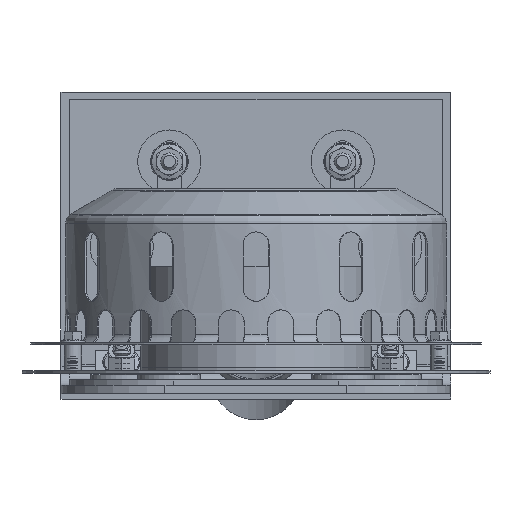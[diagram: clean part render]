
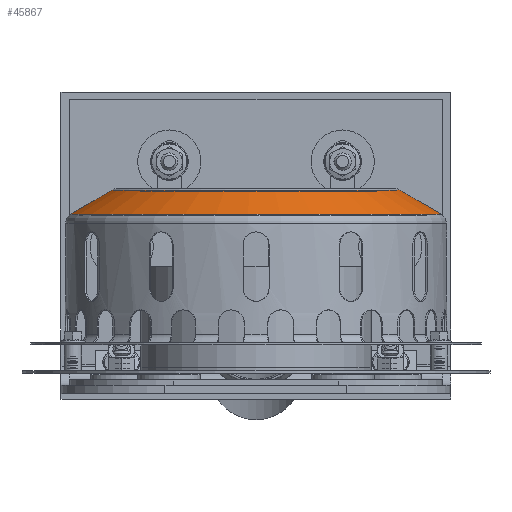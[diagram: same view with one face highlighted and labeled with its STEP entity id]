
A CAD part, left-side view. The second image highlights one B-rep face of the part: STEP entity #45867.
In plain terms, the highlighted conical face has half-angle 59.744 degrees and reference radius 950.191 mm.
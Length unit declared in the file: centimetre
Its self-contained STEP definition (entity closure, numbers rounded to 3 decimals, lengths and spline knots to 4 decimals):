
#279=CONICAL_SURFACE('',#48977,95.0191,1.043);
#2173=CIRCLE('',#48973,83.0464);
#2176=CIRCLE('',#48976,83.0464);
#2177=CIRCLE('',#48978,106.9918);
#2178=CIRCLE('',#48979,106.9918);
#4835=FACE_OUTER_BOUND('',#7281,.T.);
#7281=EDGE_LOOP('',(#35859,#35860,#35861,#35862,#35863,#35864));
#10446=LINE('',#73384,#15717);
#15717=VECTOR('',#54612,95.0191);
#21959=VERTEX_POINT('',#73372);
#21960=VERTEX_POINT('',#73373);
#21962=VERTEX_POINT('',#73380);
#21963=VERTEX_POINT('',#73381);
#27130=EDGE_CURVE('',#21959,#21960,#2173,.T.);
#27133=EDGE_CURVE('',#21960,#21959,#2176,.T.);
#27134=EDGE_CURVE('',#21962,#21963,#2177,.T.);
#27135=EDGE_CURVE('',#21963,#21962,#2178,.T.);
#27136=EDGE_CURVE('',#21963,#21960,#10446,.T.);
#35859=ORIENTED_EDGE('',*,*,#27134,.F.);
#35860=ORIENTED_EDGE('',*,*,#27135,.F.);
#35861=ORIENTED_EDGE('',*,*,#27136,.T.);
#35862=ORIENTED_EDGE('',*,*,#27133,.T.);
#35863=ORIENTED_EDGE('',*,*,#27130,.T.);
#35864=ORIENTED_EDGE('',*,*,#27136,.F.);
#45867=ADVANCED_FACE('',(#4835),#279,.T.);
#48973=AXIS2_PLACEMENT_3D('',#73374,#54598,#54599);
#48976=AXIS2_PLACEMENT_3D('',#73378,#54604,#54605);
#48977=AXIS2_PLACEMENT_3D('',#73379,#54606,#54607);
#48978=AXIS2_PLACEMENT_3D('',#73382,#54608,#54609);
#48979=AXIS2_PLACEMENT_3D('',#73383,#54610,#54611);
#54598=DIRECTION('center_axis',(0.,0.,
-1.));
#54599=DIRECTION('ref_axis',(-0.383,-0.924,0.));
#54604=DIRECTION('center_axis',(0.,0.,
-1.));
#54605=DIRECTION('ref_axis',(-0.383,-0.924,0.));
#54606=DIRECTION('center_axis',(0.,0.,
-1.));
#54607=DIRECTION('ref_axis',(-0.383,-0.924,0.));
#54608=DIRECTION('center_axis',(0.,0.,
-1.));
#54609=DIRECTION('ref_axis',(-0.383,-0.924,0.));
#54610=DIRECTION('center_axis',(0.,0.,
-1.));
#54611=DIRECTION('ref_axis',(-0.383,-0.924,0.));
#54612=DIRECTION('',(-0.331,-0.798,0.504));
#73372=CARTESIAN_POINT('',(1647.2829,488.9836,218.1691));
#73373=CARTESIAN_POINT('',(1602.3385,597.489,218.1691));
#73374=CARTESIAN_POINT('Origin',(1570.558,520.7641,218.1691));
#73378=CARTESIAN_POINT('Origin',(1570.558,520.7641,218.1691));
#73379=CARTESIAN_POINT('Origin',(1570.558,520.7641,211.185));
#73380=CARTESIAN_POINT('',(1669.4055,479.8201,204.2009));
#73381=CARTESIAN_POINT('',(1611.502,619.6116,204.2009));
#73382=CARTESIAN_POINT('Origin',(1570.558,520.7641,204.2009));
#73383=CARTESIAN_POINT('Origin',(1570.558,520.7641,204.2009));
#73384=CARTESIAN_POINT('',(1606.9202,608.5503,211.185));
